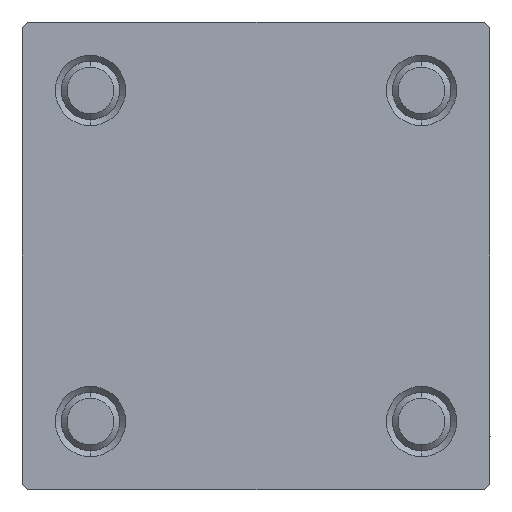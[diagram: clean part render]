
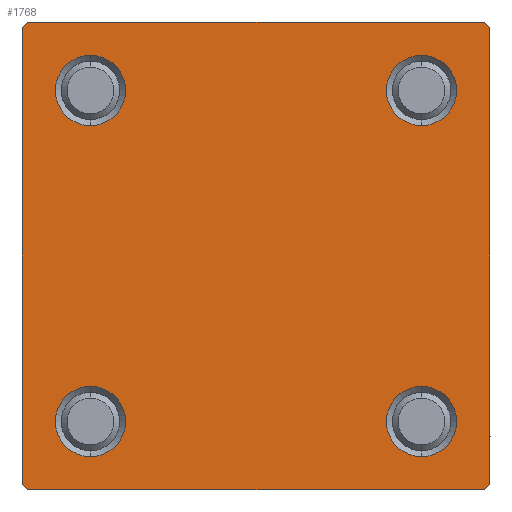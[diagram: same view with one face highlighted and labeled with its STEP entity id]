
A CAD part, left-side view. The second image highlights one B-rep face of the part: STEP entity #1768.
In plain terms, the highlighted planar face has unit normal (-1, 0, 0).
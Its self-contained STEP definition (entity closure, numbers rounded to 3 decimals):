
#93 = VECTOR ( 'NONE', #33302, 1000. ) ;
#977 = DIRECTION ( 'NONE',  ( 0., 0., 1. ) ) ;
#1483 = CARTESIAN_POINT ( 'NONE',  ( 0., 14.15, 11.15 ) ) ;
#1768 = ADVANCED_FACE ( 'NONE', ( #47744, #32563, #17430, #40165, #28764 ), #24733, .T. ) ;
#2181 = EDGE_CURVE ( 'NONE', #8097, #6173, #8528, .T. ) ;
#2425 = ORIENTED_EDGE ( 'NONE', *, *, #22844, .T. ) ;
#2945 = VECTOR ( 'NONE', #8263, 1000. ) ;
#3222 = DIRECTION ( 'NONE',  ( 1., 0., 0. ) ) ;
#3614 = EDGE_CURVE ( 'NONE', #49956, #39702, #26574, .T. ) ;
#3628 = VERTEX_POINT ( 'NONE', #1483 ) ;
#4113 = DIRECTION ( 'NONE',  ( 0., -1., 0. ) ) ;
#4209 = DIRECTION ( 'NONE',  ( 0., 0., -1. ) ) ;
#4693 = VERTEX_POINT ( 'NONE', #12149 ) ;
#4767 = DIRECTION ( 'NONE',  ( 1., 0., 0. ) ) ;
#4952 = CARTESIAN_POINT ( 'NONE',  ( 0., -20., 19.5 ) ) ;
#5263 = ORIENTED_EDGE ( 'NONE', *, *, #9593, .T. ) ;
#5595 = ORIENTED_EDGE ( 'NONE', *, *, #8636, .T. ) ;
#5609 = EDGE_LOOP ( 'NONE', ( #15871, #5595 ) ) ;
#5722 = CARTESIAN_POINT ( 'NONE',  ( 0., 19.5, 20. ) ) ;
#5751 = CARTESIAN_POINT ( 'NONE',  ( 0., -19.5, 20. ) ) ;
#5921 = EDGE_LOOP ( 'NONE', ( #38820, #46356 ) ) ;
#5934 = EDGE_LOOP ( 'NONE', ( #8048, #34709 ) ) ;
#6173 = VERTEX_POINT ( 'NONE', #22255 ) ;
#8029 = AXIS2_PLACEMENT_3D ( 'NONE', #44956, #33321, #44197 ) ;
#8048 = ORIENTED_EDGE ( 'NONE', *, *, #42598, .T. ) ;
#8097 = VERTEX_POINT ( 'NONE', #4952 ) ;
#8244 = VERTEX_POINT ( 'NONE', #11178 ) ;
#8263 = DIRECTION ( 'NONE',  ( 0., -1., 0. ) ) ;
#8528 = LINE ( 'NONE', #20095, #41894 ) ;
#8538 = DIRECTION ( 'NONE',  ( 0., 0.707, 0.707 ) ) ;
#8636 = EDGE_CURVE ( 'NONE', #39702, #49956, #15365, .T. ) ;
#9094 = DIRECTION ( 'NONE',  ( 1., 0., 0. ) ) ;
#9107 = DIRECTION ( 'NONE',  ( 1., 0., 0. ) ) ;
#9593 = EDGE_CURVE ( 'NONE', #35919, #8244, #14592, .T. ) ;
#9776 = LINE ( 'NONE', #21605, #34096 ) ;
#10110 = VERTEX_POINT ( 'NONE', #43332 ) ;
#10408 = CARTESIAN_POINT ( 'NONE',  ( 0., 20., 20. ) ) ;
#10873 = LINE ( 'NONE', #22200, #93 ) ;
#11178 = CARTESIAN_POINT ( 'NONE',  ( 0., -14.15, -11.15 ) ) ;
#11936 = CARTESIAN_POINT ( 'NONE',  ( 0., 14.15, -11.15 ) ) ;
#12149 = CARTESIAN_POINT ( 'NONE',  ( 0., 14.15, 17.15 ) ) ;
#12491 = AXIS2_PLACEMENT_3D ( 'NONE', #13251, #17502, #44783 ) ;
#13242 = VECTOR ( 'NONE', #4113, 1000. ) ;
#13251 = CARTESIAN_POINT ( 'NONE',  ( 0., 14.15, 14.15 ) ) ;
#13403 = VERTEX_POINT ( 'NONE', #22039 ) ;
#14047 = EDGE_CURVE ( 'NONE', #8097, #31976, #34257, .T. ) ;
#14261 = DIRECTION ( 'NONE',  ( 0., -0.707, 0.707 ) ) ;
#14467 = VECTOR ( 'NONE', #14261, 1000. ) ;
#14592 = CIRCLE ( 'NONE', #19373, 3. ) ;
#14654 = CARTESIAN_POINT ( 'NONE',  ( 0., -14.15, -14.15 ) ) ;
#15365 = CIRCLE ( 'NONE', #46038, 3. ) ;
#15555 = EDGE_LOOP ( 'NONE', ( #2425, #16849, #45553, #19248, #35853, #18952, #41985, #42171 ) ) ;
#15871 = ORIENTED_EDGE ( 'NONE', *, *, #3614, .T. ) ;
#16426 = AXIS2_PLACEMENT_3D ( 'NONE', #14654, #41661, #977 ) ;
#16653 = CARTESIAN_POINT ( 'NONE',  ( 0., 14.15, -14.15 ) ) ;
#16849 = ORIENTED_EDGE ( 'NONE', *, *, #31039, .T. ) ;
#17100 = CIRCLE ( 'NONE', #31616, 3. ) ;
#17125 = CARTESIAN_POINT ( 'NONE',  ( 0., -14.15, -14.15 ) ) ;
#17430 = FACE_BOUND ( 'NONE', #5609, .T. ) ;
#17502 = DIRECTION ( 'NONE',  ( 1., 0., 0. ) ) ;
#18112 = CIRCLE ( 'NONE', #12491, 3. ) ;
#18559 = CARTESIAN_POINT ( 'NONE',  ( 0., -14.15, -17.15 ) ) ;
#18952 = ORIENTED_EDGE ( 'NONE', *, *, #14047, .T. ) ;
#19083 = CARTESIAN_POINT ( 'NONE',  ( 0., -14.15, 14.15 ) ) ;
#19248 = ORIENTED_EDGE ( 'NONE', *, *, #26317, .T. ) ;
#19373 = AXIS2_PLACEMENT_3D ( 'NONE', #17125, #9094, #28713 ) ;
#19393 = DIRECTION ( 'NONE',  ( 0., 0., 1. ) ) ;
#20095 = CARTESIAN_POINT ( 'NONE',  ( 0., -20., 20. ) ) ;
#20343 = LINE ( 'NONE', #31443, #2945 ) ;
#21162 = VERTEX_POINT ( 'NONE', #27148 ) ;
#21605 = CARTESIAN_POINT ( 'NONE',  ( 0., 19.75, 19.75 ) ) ;
#22039 = CARTESIAN_POINT ( 'NONE',  ( 0., 19.5, -20. ) ) ;
#22200 = CARTESIAN_POINT ( 'NONE',  ( 0., 19.75, -19.75 ) ) ;
#22255 = CARTESIAN_POINT ( 'NONE',  ( 0., -20., -19.5 ) ) ;
#22844 = EDGE_CURVE ( 'NONE', #10110, #21162, #26243, .T. ) ;
#23432 = CARTESIAN_POINT ( 'NONE',  ( 0., 14.15, -14.15 ) ) ;
#24116 = EDGE_CURVE ( 'NONE', #32340, #31976, #20343, .T. ) ;
#24453 = DIRECTION ( 'NONE',  ( 0., 0., 1. ) ) ;
#24733 = PLANE ( 'NONE',  #8029 ) ;
#25125 = DIRECTION ( 'NONE',  ( 0., 0.707, -0.707 ) ) ;
#25220 = ORIENTED_EDGE ( 'NONE', *, *, #41117, .T. ) ;
#25569 = CARTESIAN_POINT ( 'NONE',  ( 0., -19.75, -19.75 ) ) ;
#26001 = DIRECTION ( 'NONE',  ( 0., 0., -1. ) ) ;
#26243 = LINE ( 'NONE', #10408, #35860 ) ;
#26317 = EDGE_CURVE ( 'NONE', #49696, #6173, #48837, .T. ) ;
#26507 = DIRECTION ( 'NONE',  ( 0., 0., 1. ) ) ;
#26574 = CIRCLE ( 'NONE', #34622, 3. ) ;
#26759 = DIRECTION ( 'NONE',  ( 1., 0., 0. ) ) ;
#26806 = LINE ( 'NONE', #38455, #13242 ) ;
#27012 = CARTESIAN_POINT ( 'NONE',  ( 0., 14.15, 14.15 ) ) ;
#27148 = CARTESIAN_POINT ( 'NONE',  ( 0., 20., -19.5 ) ) ;
#28602 = CIRCLE ( 'NONE', #35064, 3. ) ;
#28713 = DIRECTION ( 'NONE',  ( 0., 0., 1. ) ) ;
#28764 = FACE_OUTER_BOUND ( 'NONE', #15555, .T. ) ;
#30927 = EDGE_LOOP ( 'NONE', ( #25220, #5263 ) ) ;
#30998 = CARTESIAN_POINT ( 'NONE',  ( 0., -14.15, 11.15 ) ) ;
#31039 = EDGE_CURVE ( 'NONE', #21162, #13403, #10873, .T. ) ;
#31106 = VERTEX_POINT ( 'NONE', #30998 ) ;
#31443 = CARTESIAN_POINT ( 'NONE',  ( 0., 20., 20. ) ) ;
#31616 = AXIS2_PLACEMENT_3D ( 'NONE', #27012, #26759, #26507 ) ;
#31976 = VERTEX_POINT ( 'NONE', #5751 ) ;
#32340 = VERTEX_POINT ( 'NONE', #5722 ) ;
#32502 = CIRCLE ( 'NONE', #16426, 3. ) ;
#32563 = FACE_BOUND ( 'NONE', #30927, .T. ) ;
#33271 = CIRCLE ( 'NONE', #46995, 3. ) ;
#33302 = DIRECTION ( 'NONE',  ( 0., -0.707, -0.707 ) ) ;
#33304 = CARTESIAN_POINT ( 'NONE',  ( 0., -14.15, 17.15 ) ) ;
#33321 = DIRECTION ( 'NONE',  ( -1., 0., 0. ) ) ;
#34043 = VECTOR ( 'NONE', #8538, 1000. ) ;
#34096 = VECTOR ( 'NONE', #25125, 1000. ) ;
#34257 = LINE ( 'NONE', #49684, #34043 ) ;
#34477 = DIRECTION ( 'NONE',  ( 1., 0., 0. ) ) ;
#34484 = EDGE_CURVE ( 'NONE', #3628, #4693, #17100, .T. ) ;
#34622 = AXIS2_PLACEMENT_3D ( 'NONE', #16653, #9107, #24453 ) ;
#34709 = ORIENTED_EDGE ( 'NONE', *, *, #34484, .T. ) ;
#35064 = AXIS2_PLACEMENT_3D ( 'NONE', #37072, #3222, #41619 ) ;
#35853 = ORIENTED_EDGE ( 'NONE', *, *, #2181, .F. ) ;
#35860 = VECTOR ( 'NONE', #26001, 1000. ) ;
#35880 = EDGE_CURVE ( 'NONE', #32340, #10110, #9776, .T. ) ;
#35919 = VERTEX_POINT ( 'NONE', #18559 ) ;
#37072 = CARTESIAN_POINT ( 'NONE',  ( 0., -14.15, 14.15 ) ) ;
#37665 = EDGE_CURVE ( 'NONE', #13403, #49696, #26806, .T. ) ;
#38455 = CARTESIAN_POINT ( 'NONE',  ( 0., 20., -20. ) ) ;
#38727 = CARTESIAN_POINT ( 'NONE',  ( 0., -19.5, -20. ) ) ;
#38820 = ORIENTED_EDGE ( 'NONE', *, *, #44889, .T. ) ;
#39058 = EDGE_CURVE ( 'NONE', #31106, #42849, #33271, .T. ) ;
#39702 = VERTEX_POINT ( 'NONE', #47435 ) ;
#40165 = FACE_BOUND ( 'NONE', #5934, .T. ) ;
#41117 = EDGE_CURVE ( 'NONE', #8244, #35919, #32502, .T. ) ;
#41619 = DIRECTION ( 'NONE',  ( 0., 0., 1. ) ) ;
#41661 = DIRECTION ( 'NONE',  ( 1., 0., 0. ) ) ;
#41894 = VECTOR ( 'NONE', #4209, 1000. ) ;
#41985 = ORIENTED_EDGE ( 'NONE', *, *, #24116, .F. ) ;
#42171 = ORIENTED_EDGE ( 'NONE', *, *, #35880, .T. ) ;
#42598 = EDGE_CURVE ( 'NONE', #4693, #3628, #18112, .T. ) ;
#42849 = VERTEX_POINT ( 'NONE', #33304 ) ;
#43332 = CARTESIAN_POINT ( 'NONE',  ( 0., 20., 19.5 ) ) ;
#44197 = DIRECTION ( 'NONE',  ( 0., 0., 1. ) ) ;
#44783 = DIRECTION ( 'NONE',  ( 0., 0., 1. ) ) ;
#44889 = EDGE_CURVE ( 'NONE', #42849, #31106, #28602, .T. ) ;
#44956 = CARTESIAN_POINT ( 'NONE',  ( 0., 0., 0. ) ) ;
#45553 = ORIENTED_EDGE ( 'NONE', *, *, #37665, .T. ) ;
#46038 = AXIS2_PLACEMENT_3D ( 'NONE', #23432, #4767, #19393 ) ;
#46356 = ORIENTED_EDGE ( 'NONE', *, *, #39058, .T. ) ;
#46369 = DIRECTION ( 'NONE',  ( 0., 0., 1. ) ) ;
#46995 = AXIS2_PLACEMENT_3D ( 'NONE', #19083, #34477, #46369 ) ;
#47435 = CARTESIAN_POINT ( 'NONE',  ( 0., 14.15, -17.15 ) ) ;
#47744 = FACE_BOUND ( 'NONE', #5921, .T. ) ;
#48837 = LINE ( 'NONE', #25569, #14467 ) ;
#49684 = CARTESIAN_POINT ( 'NONE',  ( 0., -19.75, 19.75 ) ) ;
#49696 = VERTEX_POINT ( 'NONE', #38727 ) ;
#49956 = VERTEX_POINT ( 'NONE', #11936 ) ;
